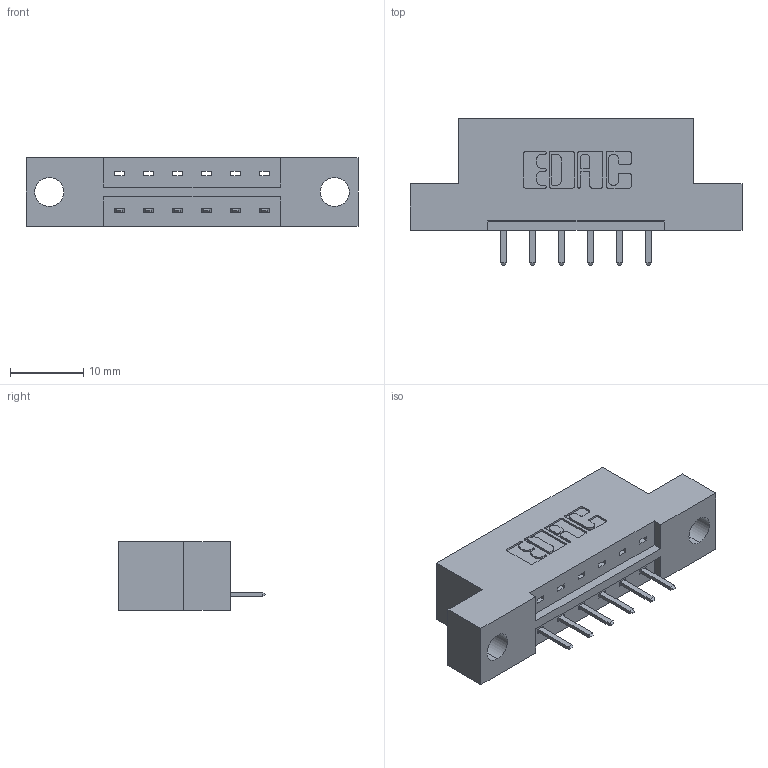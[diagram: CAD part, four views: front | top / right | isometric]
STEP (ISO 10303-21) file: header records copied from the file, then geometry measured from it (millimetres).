
FILE_DESCRIPTION (( 'STEP AP203' ), '1' );
FILE_NAME ('333-006-520-104.STEP', '2018-07-31T21:08:48', ( '' ), ( '' ), 'SwSTEP 2.0', 'SolidWorks 2016', '' );
FILE_SCHEMA (( 'CONFIG_CONTROL_DESIGN' ));
Length unit declared in the file: inch
Products named in the file (3): 333-006-520-104; 333 Part_Flush - .156 Dia - TH; 345-292-001_345-293-120
Assembly tree (7 placements, depth 2):
  333-006-520-104
    333 Part_Flush - .156 Dia - TH
    345-292-001_345-293-120  x6
Bounding box: 45.31 x 20.02 x 9.4 mm (x, y, z)
Volume: 4145.1 mm3; surface area: 3984.1 mm2
Topology: 7 solids, 7 shells, 486 faces, 1415 edges, 926 vertices
Faces by surface type: plane 334, cylinder 152
Entity records: 8441 total; most frequent: CARTESIAN_POINT 1480, ORIENTED_EDGE 1410, DIRECTION 1309, EDGE_CURVE 705, VECTOR 573, LINE 573, VERTEX_POINT 466, AXIS2_PLACEMENT_3D 368
